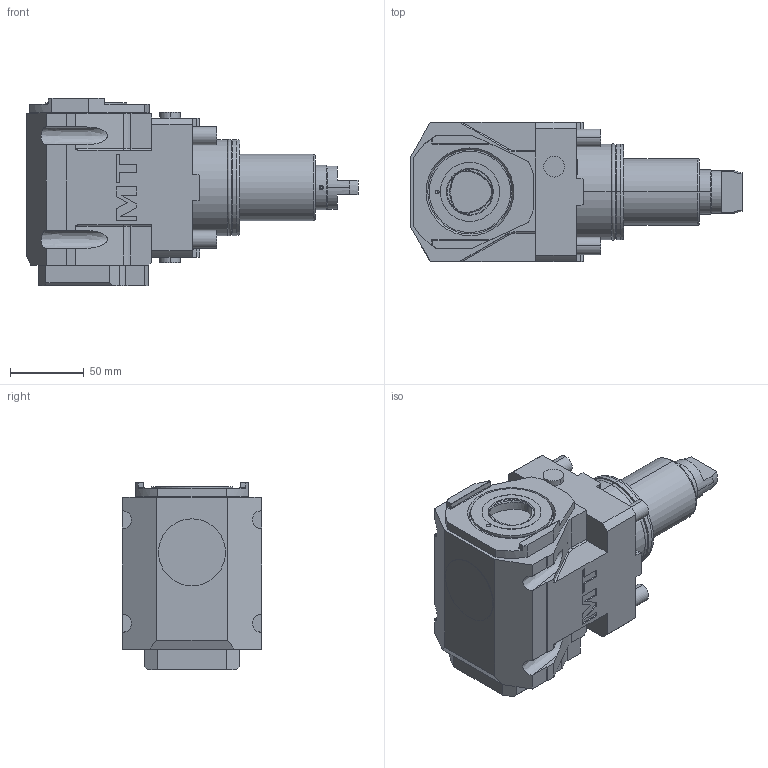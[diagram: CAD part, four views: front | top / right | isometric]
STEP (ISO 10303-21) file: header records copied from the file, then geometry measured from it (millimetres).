
FILE_DESCRIPTION((''),'2;1');
FILE_NAME('DWO3080240_CONF','2023-04-17T16:18:27',('gvalli'),('M.T. srl'),'CREO PARAMETRIC BY PTC INC, 2021072','CREO PARAMETRIC BY PTC INC, 2021072','');
FILE_SCHEMA(('CONFIG_CONTROL_DESIGN'));
Length unit declared in the file: millimetre
Products named in the file (1): DWO3080240_CONF
Bounding box: 224.5 x 94 x 127 mm (x, y, z)
Volume: 1249336.4 mm3; surface area: 97693.5 mm2
Topology: 1 solids, 1 shells, 325 faces, 820 edges, 530 vertices
Faces by surface type: plane 188, cylinder 86, cone 21, torus 16, bspline 10, extrusion 4
Entity records: 11331 total; most frequent: CARTESIAN_POINT 3475, ORIENTED_EDGE 1636, DIRECTION 1573, EDGE_CURVE 818, VECTOR 549, LINE 545, VERTEX_POINT 530, AXIS2_PLACEMENT_3D 512
